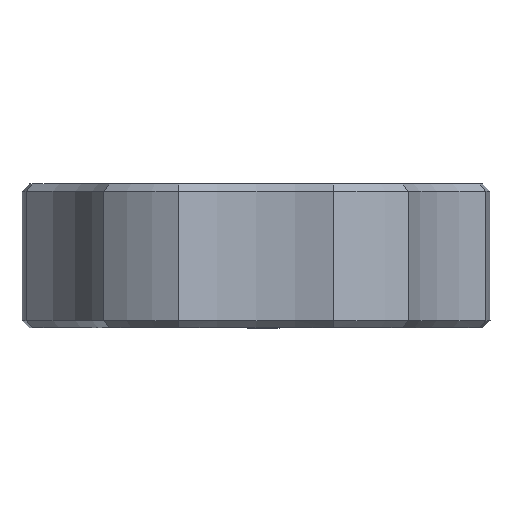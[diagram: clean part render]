
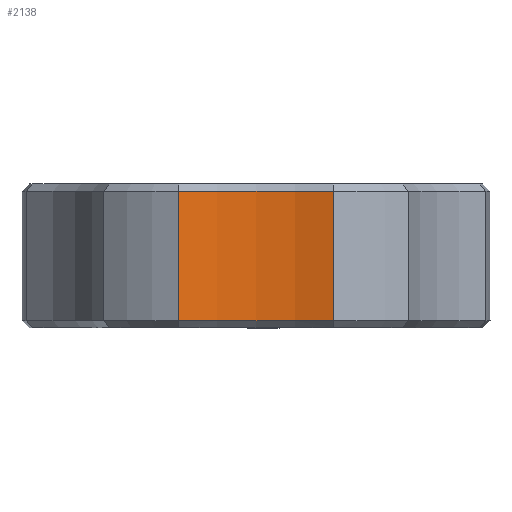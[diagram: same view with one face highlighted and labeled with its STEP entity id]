
A CAD part, front view. The second image highlights one B-rep face of the part: STEP entity #2138.
In plain terms, the highlighted cylindrical face has radius 35 mm (diameter 70 mm), a partial arc.
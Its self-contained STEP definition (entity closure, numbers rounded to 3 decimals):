
#111 = AXIS2_PLACEMENT_3D ( 'NONE', #1149, #1148, #1141 ) ;
#124 = AXIS2_PLACEMENT_3D ( 'NONE', #1174, #1172, #1163 ) ;
#255 = VECTOR ( 'NONE', #605, 1000. ) ;
#256 = LINE ( 'NONE', #653, #255 ) ;
#561 = CARTESIAN_POINT ( 'NONE',  ( 10.719, -30.682, 10. ) ) ;
#605 = DIRECTION ( 'NONE',  ( 0., 0., -1. ) ) ;
#611 = LINE ( 'NONE', #561, #2375 ) ;
#653 = CARTESIAN_POINT ( 'NONE',  ( -10.719, -30.682, 10. ) ) ;
#722 = DIRECTION ( 'NONE',  ( 0., 0., 1. ) ) ;
#984 = EDGE_CURVE ( 'NONE', #2151, #2658, #2113, .T. ) ;
#997 = EDGE_CURVE ( 'NONE', #1754, #2090, #2499, .T. ) ;
#1115 = EDGE_CURVE ( 'NONE', #2090, #2151, #611, .T. ) ;
#1141 = DIRECTION ( 'NONE',  ( 1., 0., 0. ) ) ;
#1148 = DIRECTION ( 'NONE',  ( 0., 0., -1. ) ) ;
#1149 = CARTESIAN_POINT ( 'NONE',  ( 0., -64., 1. ) ) ;
#1154 = EDGE_CURVE ( 'NONE', #2658, #1754, #256, .T. ) ;
#1163 = DIRECTION ( 'NONE',  ( 1., 0., 0. ) ) ;
#1172 = DIRECTION ( 'NONE',  ( 0., 0., 1. ) ) ;
#1174 = CARTESIAN_POINT ( 'NONE',  ( 0., -64., 19. ) ) ;
#1456 = ORIENTED_EDGE ( 'NONE', *, *, #1154, .T. ) ;
#1481 = CARTESIAN_POINT ( 'NONE',  ( -10.719, -30.682, 19. ) ) ;
#1549 = CARTESIAN_POINT ( 'NONE',  ( 10.719, -30.682, 19. ) ) ;
#1562 = DIRECTION ( 'NONE',  ( 0., 0., -1. ) ) ;
#1570 = CARTESIAN_POINT ( 'NONE',  ( 0., -64., 20. ) ) ;
#1579 = CARTESIAN_POINT ( 'NONE',  ( 10.719, -30.682, 1. ) ) ;
#1590 = DIRECTION ( 'NONE',  ( -1., 0., 0. ) ) ;
#1641 = CARTESIAN_POINT ( 'NONE',  ( -10.719, -30.682, 1. ) ) ;
#1754 = VERTEX_POINT ( 'NONE', #1641 ) ;
#1894 = ORIENTED_EDGE ( 'NONE', *, *, #984, .T. ) ;
#1995 = ORIENTED_EDGE ( 'NONE', *, *, #1115, .T. ) ;
#2090 = VERTEX_POINT ( 'NONE', #1579 ) ;
#2113 = CIRCLE ( 'NONE', #124, 35. ) ;
#2138 = ADVANCED_FACE ( 'NONE', ( #2647 ), #2703, .F. ) ;
#2151 = VERTEX_POINT ( 'NONE', #1549 ) ;
#2375 = VECTOR ( 'NONE', #722, 1000. ) ;
#2476 = ORIENTED_EDGE ( 'NONE', *, *, #997, .T. ) ;
#2499 = CIRCLE ( 'NONE', #111, 35. ) ;
#2647 = FACE_OUTER_BOUND ( 'NONE', #3116, .T. ) ;
#2658 = VERTEX_POINT ( 'NONE', #1481 ) ;
#2703 = CYLINDRICAL_SURFACE ( 'NONE', #2804, 35. ) ;
#2804 = AXIS2_PLACEMENT_3D ( 'NONE', #1570, #1562, #1590 ) ;
#3116 = EDGE_LOOP ( 'NONE', ( #1456, #2476, #1995, #1894 ) ) ;
